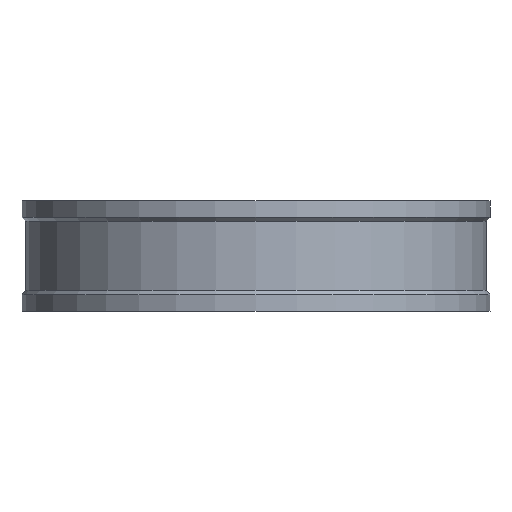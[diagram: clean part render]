
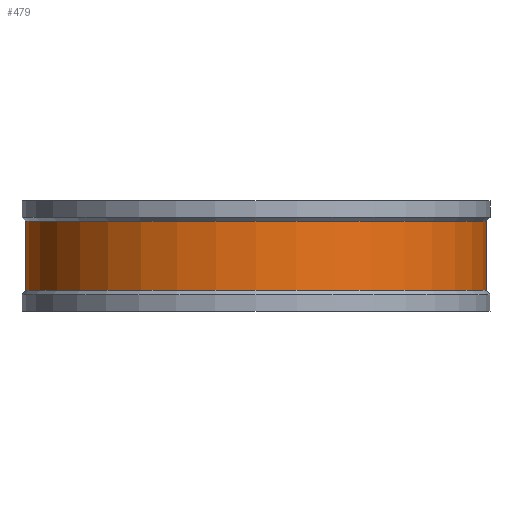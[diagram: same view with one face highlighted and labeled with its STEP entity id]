
A CAD part, front view. The second image highlights one B-rep face of the part: STEP entity #479.
In plain terms, the highlighted cylindrical face has radius 31.5 mm (diameter 63 mm), a partial arc.
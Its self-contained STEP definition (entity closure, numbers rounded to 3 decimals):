
#199=VERTEX_POINT('',#543);
#253=EDGE_CURVE('',#199,#505,#604,.T.);
#275=EDGE_CURVE('',#451,#437,#630,.T.);
#389=EDGE_CURVE('',#505,#437,#750,.T.);
#405=EDGE_CURVE('',#451,#199,#767,.T.);
#437=VERTEX_POINT('',#801);
#451=VERTEX_POINT('',#817);
#479=ADVANCED_FACE('',(#849),#850,.T.);
#505=VERTEX_POINT('',#880);
#543=CARTESIAN_POINT('',(31.5,0.,-2.762));
#604=CIRCLE('',#993,31.5);
#630=CIRCLE('',#1024,31.5);
#750=LINE('',#1193,#1194);
#767=LINE('',#1219,#1220);
#801=CARTESIAN_POINT('',(-31.5,0.,-12.257));
#817=CARTESIAN_POINT('',(31.5,0.,-12.257));
#849=FACE_OUTER_BOUND('',#1326,.T.);
#850=CYLINDRICAL_SURFACE('',#1327,31.5);
#880=CARTESIAN_POINT('',(-31.5,0.,-2.762));
#993=AXIS2_PLACEMENT_3D('',#1499,#1500,#1501);
#1024=AXIS2_PLACEMENT_3D('',#1536,#1537,#1538);
#1193=CARTESIAN_POINT('',(-31.5,0.,-7.509));
#1194=VECTOR('',#1644,1.0);
#1219=CARTESIAN_POINT('',(31.5,0.,-7.509));
#1220=VECTOR('',#1659,1.0);
#1326=EDGE_LOOP('',(#1765,#1766,#1767,#1768));
#1327=AXIS2_PLACEMENT_3D('',#1769,#1770,#1771);
#1499=CARTESIAN_POINT('',(0.,0.,-2.762));
#1500=DIRECTION('',(0.,0.,-1.0));
#1501=DIRECTION('',(-1.0,0.,0.));
#1536=CARTESIAN_POINT('',(0.,0.,-12.257));
#1537=DIRECTION('',(0.,0.,-1.0));
#1538=DIRECTION('',(-1.0,0.,0.));
#1644=DIRECTION('',(0.,0.,-1.0));
#1659=DIRECTION('',(0.,0.,1.0));
#1765=ORIENTED_EDGE('',*,*,#389,.T.);
#1766=ORIENTED_EDGE('',*,*,#275,.F.);
#1767=ORIENTED_EDGE('',*,*,#405,.T.);
#1768=ORIENTED_EDGE('',*,*,#253,.T.);
#1769=CARTESIAN_POINT('',(0.,0.,-7.509));
#1770=DIRECTION('',(0.,0.,1.0));
#1771=DIRECTION('',(-1.0,0.,0.));
